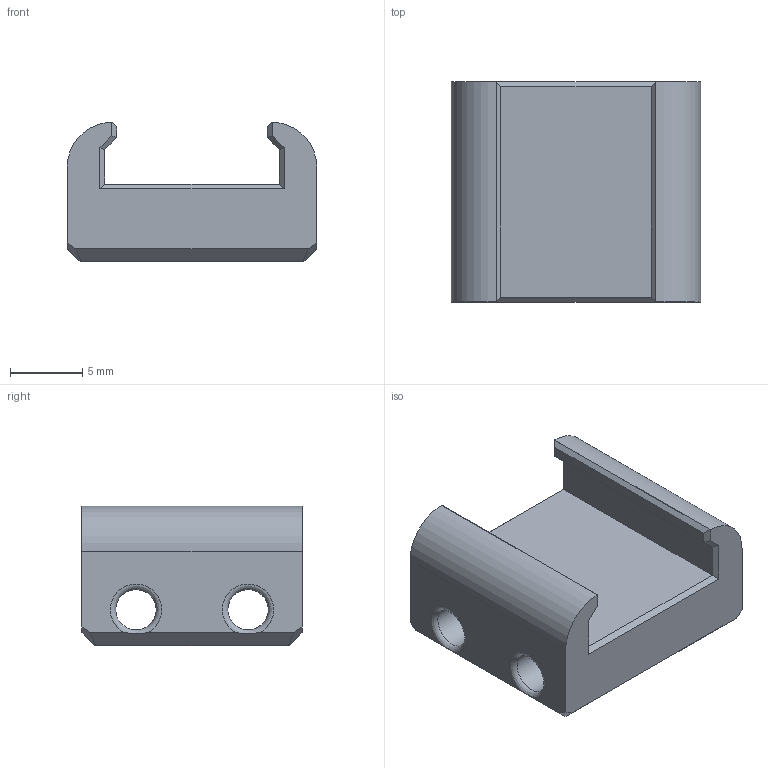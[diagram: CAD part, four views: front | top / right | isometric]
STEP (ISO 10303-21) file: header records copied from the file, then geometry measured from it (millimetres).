
FILE_DESCRIPTION(('HOOPS Exchange Step'),'2;1');
FILE_NAME('indrared hold.stp','2026-01-22T11:07:51+08:00',('xdlye'),('Unknown organisation'),'HOOPS Exchange 2025.8','HOOPS Exchange','Unknown authorisation');
FILE_SCHEMA( ('AP203_CONFIGURATION_CONTROLLED_3D_DESIGN_OF_MECHANICAL_PARTS_AND_ASSEMBLIES_MIM_LF') );
Length unit declared in the file: millimetre
Products named in the file (1): root
Bounding box: 17.3 x 15.27 x 9.66 mm (x, y, z)
Volume: 1491.4 mm3; surface area: 1401.5 mm2
Topology: 1 solids, 1 shells, 48 faces, 140 edges, 90 vertices
Faces by surface type: plane 38, bspline 8, cylinder 2
Entity records: 6426 total; most frequent: CARTESIAN_POINT 5216, ORIENTED_EDGE 280, DIRECTION 200, EDGE_CURVE 140, VECTOR 102, LINE 102, VERTEX_POINT 90, AXIS2_PLACEMENT_3D 49
